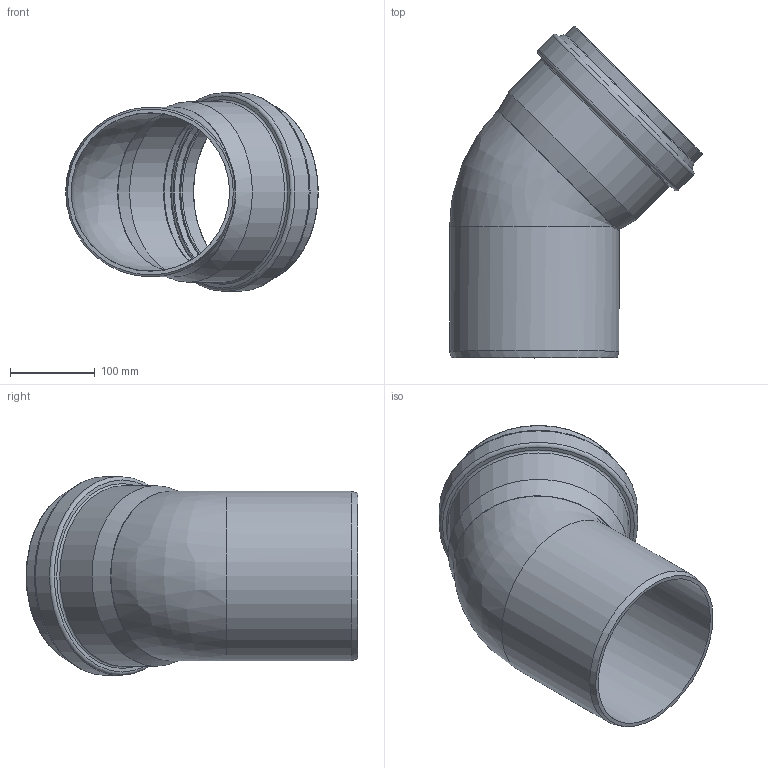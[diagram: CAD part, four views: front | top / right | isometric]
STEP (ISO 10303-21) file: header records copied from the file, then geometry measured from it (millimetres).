
FILE_DESCRIPTION(/* description */ (''),/* implementation_level */ '2;1');
FILE_NAME(/* name */ '771620 KG2000B Bogen DN_OD 200_45°.stp',/* time_stamp */ '2017-01-30T14:13:44+01:00',/* author */ ('user1'),/* organization */ (''),/* preprocessor_version */ 'ST-DEVELOPER v16.1',/* originating_system */ 'Autodesk Inventor 2016',/* authorisation */ '');
FILE_SCHEMA (('AUTOMOTIVE_DESIGN { 1 0 10303 214 3 1 1 }'));
Length unit declared in the file: millimetre
Products named in the file (1): 771620 KG2000B Bogen DN_OD 200_45°
Bounding box: 298.49 x 392 x 234.8 mm (x, y, z)
Volume: 1430314.4 mm3; surface area: 483863.2 mm2
Topology: 1 solids, 1 shells, 41 faces, 85 edges, 47 vertices
Faces by surface type: torus 14, cylinder 11, cone 8, plane 5, bspline 3
Full cylindrical faces by diameter (mm): 187.2 x2, 200.2 x1, 201.5 x1, 202.5 x2, 213.3 x1, 214.3 x1, 223 x1, 234.8 x1
Entity records: 1024 total; most frequent: CARTESIAN_POINT 289, DIRECTION 160, ORIENTED_EDGE 94, AXIS2_PLACEMENT_3D 80, EDGE_LOOP 78, EDGE_CURVE 47, VERTEX_POINT 43, FACE_OUTER_BOUND 41
